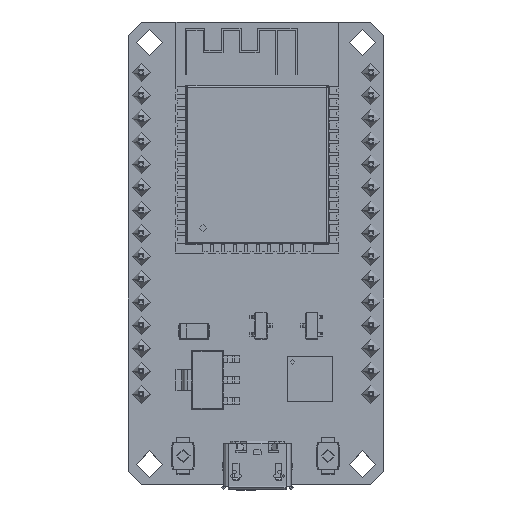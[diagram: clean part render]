
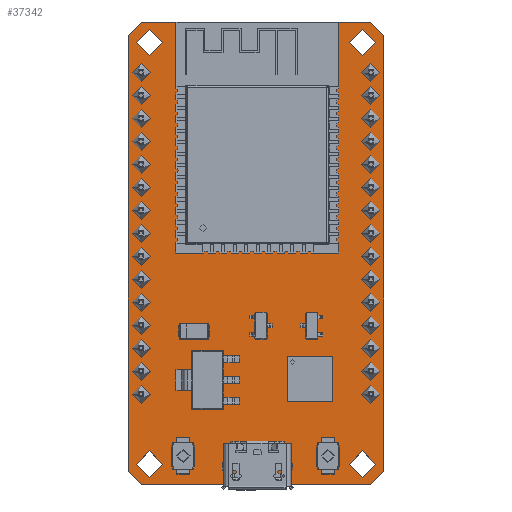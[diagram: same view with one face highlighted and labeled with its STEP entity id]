
A CAD part, top view. The second image highlights one B-rep face of the part: STEP entity #37342.
In plain terms, the highlighted planar face has unit normal (0, 0, 1).
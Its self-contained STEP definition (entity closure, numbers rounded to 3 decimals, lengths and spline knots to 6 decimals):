
#763=CIRCLE('',#49950,0.00145);
#764=CIRCLE('',#49951,0.00145);
#765=CIRCLE('',#49952,0.00145);
#766=CIRCLE('',#49953,0.00145);
#9724=ORIENTED_EDGE('',*,*,#16918,.F.);
#9725=ORIENTED_EDGE('',*,*,#16919,.F.);
#9726=ORIENTED_EDGE('',*,*,#16920,.F.);
#9727=ORIENTED_EDGE('',*,*,#16921,.F.);
#9728=ORIENTED_EDGE('',*,*,#16922,.F.);
#9729=ORIENTED_EDGE('',*,*,#16923,.F.);
#9730=ORIENTED_EDGE('',*,*,#16924,.F.);
#9731=ORIENTED_EDGE('',*,*,#16925,.F.);
#9732=ORIENTED_EDGE('',*,*,#16926,.F.);
#9733=ORIENTED_EDGE('',*,*,#16927,.F.);
#9734=ORIENTED_EDGE('',*,*,#16928,.F.);
#9735=ORIENTED_EDGE('',*,*,#16929,.F.);
#16918=EDGE_CURVE('',#20882,#20882,#763,.T.);
#16919=EDGE_CURVE('',#20883,#20883,#764,.T.);
#16920=EDGE_CURVE('',#20884,#20884,#765,.T.);
#16921=EDGE_CURVE('',#20885,#20885,#766,.T.);
#16922=EDGE_CURVE('',#20886,#20887,#24780,.T.);
#16923=EDGE_CURVE('',#20888,#20886,#24781,.T.);
#16924=EDGE_CURVE('',#20889,#20888,#24782,.T.);
#16925=EDGE_CURVE('',#20890,#20889,#24783,.T.);
#16926=EDGE_CURVE('',#20891,#20890,#24784,.T.);
#16927=EDGE_CURVE('',#20892,#20891,#24785,.T.);
#16928=EDGE_CURVE('',#20893,#20892,#24786,.T.);
#16929=EDGE_CURVE('',#20887,#20893,#24787,.T.);
#20882=VERTEX_POINT('',#67469);
#20883=VERTEX_POINT('',#67471);
#20884=VERTEX_POINT('',#67473);
#20885=VERTEX_POINT('',#67475);
#20886=VERTEX_POINT('',#67477);
#20887=VERTEX_POINT('',#67478);
#20888=VERTEX_POINT('',#67480);
#20889=VERTEX_POINT('',#67482);
#20890=VERTEX_POINT('',#67484);
#20891=VERTEX_POINT('',#67486);
#20892=VERTEX_POINT('',#67488);
#20893=VERTEX_POINT('',#67490);
#24780=LINE('',#67476,#28995);
#24781=LINE('',#67479,#28996);
#24782=LINE('',#67481,#28997);
#24783=LINE('',#67483,#28998);
#24784=LINE('',#67485,#28999);
#24785=LINE('',#67487,#29000);
#24786=LINE('',#67489,#29001);
#24787=LINE('',#67491,#29002);
#28995=VECTOR('',#57310,1.);
#28996=VECTOR('',#57311,1.);
#28997=VECTOR('',#57312,1.);
#28998=VECTOR('',#57313,1.);
#28999=VECTOR('',#57314,1.);
#29000=VECTOR('',#57315,1.);
#29001=VECTOR('',#57316,1.);
#29002=VECTOR('',#57317,1.);
#31936=EDGE_LOOP('',(#9724));
#31937=EDGE_LOOP('',(#9725));
#31938=EDGE_LOOP('',(#9726));
#31939=EDGE_LOOP('',(#9727));
#31940=EDGE_LOOP('',(#9728,#9729,#9730,#9731,#9732,#9733,#9734,#9735));
#33962=FACE_BOUND('',#31936,.T.);
#33963=FACE_BOUND('',#31937,.T.);
#33964=FACE_BOUND('',#31938,.T.);
#33965=FACE_BOUND('',#31939,.T.);
#33966=FACE_BOUND('',#31940,.T.);
#35563=PLANE('',#49949);
#37342=ADVANCED_FACE('',(#33962,#33963,#33964,#33965,#33966),#35563,.T.);
#49949=AXIS2_PLACEMENT_3D('',#67467,#57300,#57301);
#49950=AXIS2_PLACEMENT_3D('',#67468,#57302,#57303);
#49951=AXIS2_PLACEMENT_3D('',#67470,#57304,#57305);
#49952=AXIS2_PLACEMENT_3D('',#67472,#57306,#57307);
#49953=AXIS2_PLACEMENT_3D('',#67474,#57308,#57309);
#57300=DIRECTION('',(0.,0.,1.));
#57301=DIRECTION('',(1.,0.,0.));
#57302=DIRECTION('',(0.,0.,1.));
#57303=DIRECTION('',(1.,0.,0.));
#57304=DIRECTION('',(0.,0.,1.));
#57305=DIRECTION('',(1.,0.,0.));
#57306=DIRECTION('',(0.,0.,1.));
#57307=DIRECTION('',(1.,0.,0.));
#57308=DIRECTION('',(0.,0.,1.));
#57309=DIRECTION('',(1.,0.,0.));
#57310=DIRECTION('',(-1.,0.,0.));
#57311=DIRECTION('',(-0.707,-0.707,0.));
#57312=DIRECTION('',(0.,-1.,0.));
#57313=DIRECTION('',(0.707,-0.707,0.));
#57314=DIRECTION('',(1.,0.,0.));
#57315=DIRECTION('',(0.707,0.707,0.));
#57316=DIRECTION('',(0.,1.,0.));
#57317=DIRECTION('',(-0.707,0.707,0.));
#67467=CARTESIAN_POINT('',(0.01415,0.0256,0.0016));
#67468=CARTESIAN_POINT('',(0.0259,0.0023,0.0016));
#67469=CARTESIAN_POINT('',(0.02735,0.0023,0.0016));
#67470=CARTESIAN_POINT('',(0.0024,0.0023,0.0016));
#67471=CARTESIAN_POINT('',(0.00385,0.0023,0.0016));
#67472=CARTESIAN_POINT('',(0.0259,0.0489,0.0016));
#67473=CARTESIAN_POINT('',(0.02735,0.0489,0.0016));
#67474=CARTESIAN_POINT('',(0.0024,0.0489,0.0016));
#67475=CARTESIAN_POINT('',(0.00385,0.0489,0.0016));
#67476=CARTESIAN_POINT('',(0.0268,0.,0.0016));
#67477=CARTESIAN_POINT('',(0.0268,0.,0.0016));
#67478=CARTESIAN_POINT('',(0.0015,0.,0.0016));
#67479=CARTESIAN_POINT('',(0.0283,0.0015,0.0016));
#67480=CARTESIAN_POINT('',(0.0283,0.0015,0.0016));
#67481=CARTESIAN_POINT('',(0.0283,0.0497,0.0016));
#67482=CARTESIAN_POINT('',(0.0283,0.0497,0.0016));
#67483=CARTESIAN_POINT('',(0.0268,0.0512,0.0016));
#67484=CARTESIAN_POINT('',(0.0268,0.0512,0.0016));
#67485=CARTESIAN_POINT('',(0.0015,0.0512,0.0016));
#67486=CARTESIAN_POINT('',(0.0015,0.0512,0.0016));
#67487=CARTESIAN_POINT('',(0.,0.0497,0.0016));
#67488=CARTESIAN_POINT('',(0.,0.0497,0.0016));
#67489=CARTESIAN_POINT('',(0.,0.0015,0.0016));
#67490=CARTESIAN_POINT('',(0.,0.0015,0.0016));
#67491=CARTESIAN_POINT('',(0.0015,0.,0.0016));
